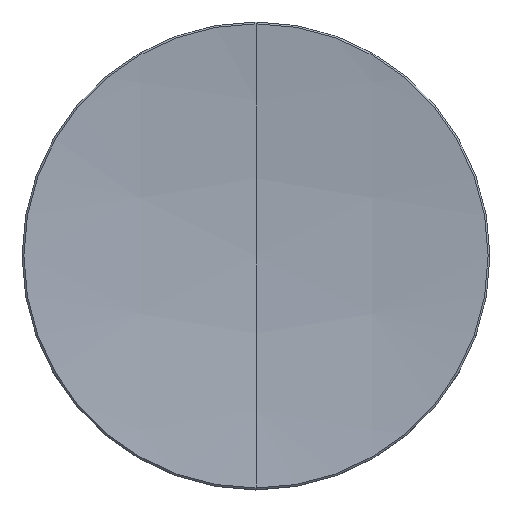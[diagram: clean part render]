
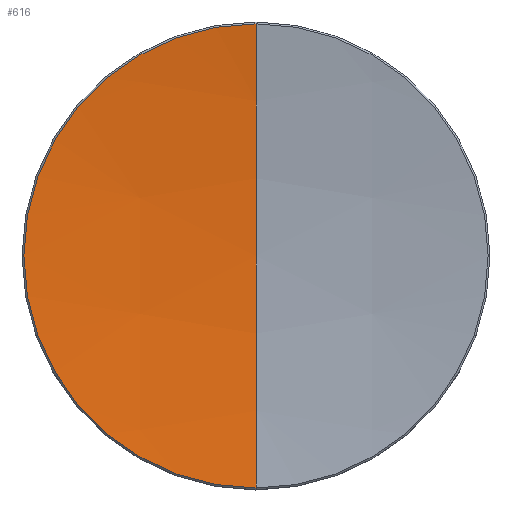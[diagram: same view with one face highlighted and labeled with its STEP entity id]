
A CAD part, top view. The second image highlights one B-rep face of the part: STEP entity #616.
In plain terms, the highlighted spherical face has radius 200 mm.
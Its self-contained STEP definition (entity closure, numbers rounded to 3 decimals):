
#440 = VERTEX_POINT ( 'NONE', #3070 ) ;
#471 = VERTEX_POINT ( 'NONE', #3249 ) ;
#478 = VERTEX_POINT ( 'NONE', #3255 ) ;
#504 = EDGE_CURVE ( 'NONE', #440, #471, #3173, .T. ) ;
#507 = EDGE_CURVE ( 'NONE', #478, #621, #3201, .T. ) ;
#610 = ORIENTED_EDGE ( 'NONE', *, *, #504, .F. ) ;
#611 = EDGE_CURVE ( 'NONE', #440, #478, #3640, .T. ) ;
#613 = EDGE_LOOP ( 'NONE', ( #618, #615, #619, #610 ) ) ;
#615 = ORIENTED_EDGE ( 'NONE', *, *, #507, .T. ) ;
#616 = ADVANCED_FACE ( 'NONE', ( #3647 ), #3645, .F. ) ;
#618 = ORIENTED_EDGE ( 'NONE', *, *, #611, .T. ) ;
#619 = ORIENTED_EDGE ( 'NONE', *, *, #620, .T. ) ;
#620 = EDGE_CURVE ( 'NONE', #621, #471, #3712, .T. ) ;
#621 = VERTEX_POINT ( 'NONE', #3579 ) ;
#3070 = CARTESIAN_POINT ( 'NONE',  ( 0., 25.202, 6.094 ) ) ;
#3149 = CARTESIAN_POINT ( 'NONE',  ( 0., 0., 204.5 ) ) ;
#3166 = DIRECTION ( 'NONE',  ( 0., 0., 1. ) ) ;
#3167 = DIRECTION ( 'NONE',  ( -1., 0., 0. ) ) ;
#3168 = CARTESIAN_POINT ( 'NONE',  ( 0., 0., 6.094 ) ) ;
#3173 = CIRCLE ( 'NONE', #3204, 200. ) ;
#3198 = DIRECTION ( 'NONE',  ( 0., 0., 1. ) ) ;
#3201 = CIRCLE ( 'NONE', #3309, 25.202 ) ;
#3204 = AXIS2_PLACEMENT_3D ( 'NONE', #3149, #3167, #3166 ) ;
#3249 = CARTESIAN_POINT ( 'NONE',  ( 0., 0., 4.5 ) ) ;
#3255 = CARTESIAN_POINT ( 'NONE',  ( -25.202, 0., 6.094 ) ) ;
#3308 = DIRECTION ( 'NONE',  ( 1., 0., 0. ) ) ;
#3309 = AXIS2_PLACEMENT_3D ( 'NONE', #3168, #3198, #3308 ) ;
#3554 = CARTESIAN_POINT ( 'NONE',  ( 0., 0., 6.094 ) ) ;
#3571 = DIRECTION ( 'NONE',  ( 0., 1., 0. ) ) ;
#3572 = DIRECTION ( 'NONE',  ( 1., 0., 0. ) ) ;
#3573 = CARTESIAN_POINT ( 'NONE',  ( 0., 0., 204.5 ) ) ;
#3574 = AXIS2_PLACEMENT_3D ( 'NONE', #3573, #3572, #3571 ) ;
#3577 = DIRECTION ( 'NONE',  ( 0., 1., 0. ) ) ;
#3579 = CARTESIAN_POINT ( 'NONE',  ( 0., -25.202, 6.094 ) ) ;
#3580 = DIRECTION ( 'NONE',  ( 1., 0., 0. ) ) ;
#3581 = CARTESIAN_POINT ( 'NONE',  ( 0., 0., 204.5 ) ) ;
#3629 = DIRECTION ( 'NONE',  ( 0., 0., 1. ) ) ;
#3640 = CIRCLE ( 'NONE', #3643, 25.202 ) ;
#3643 = AXIS2_PLACEMENT_3D ( 'NONE', #3554, #3629, #3718 ) ;
#3645 = SPHERICAL_SURFACE ( 'NONE', #3711, 200. ) ;
#3647 = FACE_OUTER_BOUND ( 'NONE', #613, .T. ) ;
#3711 = AXIS2_PLACEMENT_3D ( 'NONE', #3581, #3580, #3577 ) ;
#3712 = CIRCLE ( 'NONE', #3574, 200. ) ;
#3718 = DIRECTION ( 'NONE',  ( 1., 0., 0. ) ) ;
